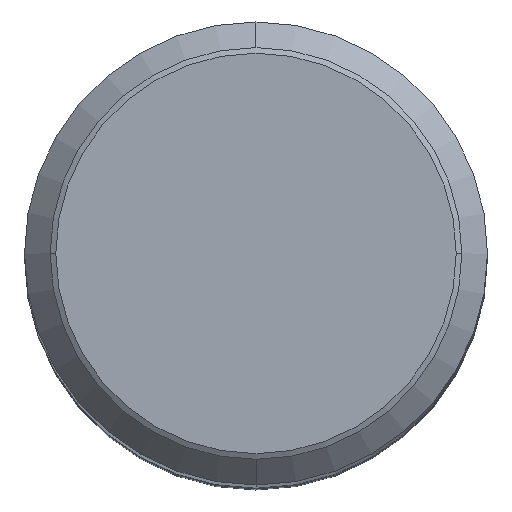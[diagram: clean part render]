
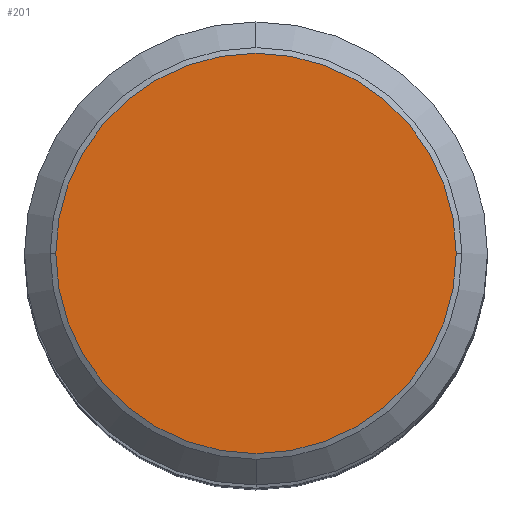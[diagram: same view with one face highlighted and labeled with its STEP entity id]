
A CAD part, top view. The second image highlights one B-rep face of the part: STEP entity #201.
In plain terms, the highlighted planar face has unit normal (0, 0, 1).
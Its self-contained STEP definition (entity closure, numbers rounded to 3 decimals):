
#169=EDGE_CURVE('',#209,#191,#368,.T.);
#171=EDGE_CURVE('',#191,#209,#370,.T.);
#191=VERTEX_POINT('',#391);
#201=ADVANCED_FACE('',(#401),#402,.T.);
#209=VERTEX_POINT('',#411);
#368=CIRCLE('',#591,8.647);
#370=CIRCLE('',#594,8.647);
#391=CARTESIAN_POINT('',(8.647,0.,99.25));
#401=FACE_OUTER_BOUND('',#635,.T.);
#402=PLANE('',#636);
#411=CARTESIAN_POINT('',(-8.647,0.,99.25));
#591=AXIS2_PLACEMENT_3D('',#871,#872,#873);
#594=AXIS2_PLACEMENT_3D('',#874,#875,#876);
#635=EDGE_LOOP('',(#901,#902));
#636=AXIS2_PLACEMENT_3D('',#903,#904,#905);
#871=CARTESIAN_POINT('',(0.,0.0,99.25));
#872=DIRECTION('',(0.0,0.0,1.0));
#873=DIRECTION('',(-1.0,0.,0.0));
#874=CARTESIAN_POINT('',(0.,0.0,99.25));
#875=DIRECTION('',(0.0,0.0,1.0));
#876=DIRECTION('',(-1.0,0.,0.0));
#901=ORIENTED_EDGE('',*,*,#169,.T.);
#902=ORIENTED_EDGE('',*,*,#171,.T.);
#903=CARTESIAN_POINT('',(0.,-4.375,99.25));
#904=DIRECTION('',(0.0,0.0,1.0));
#905=DIRECTION('',(0.,-1.0,0.0));
